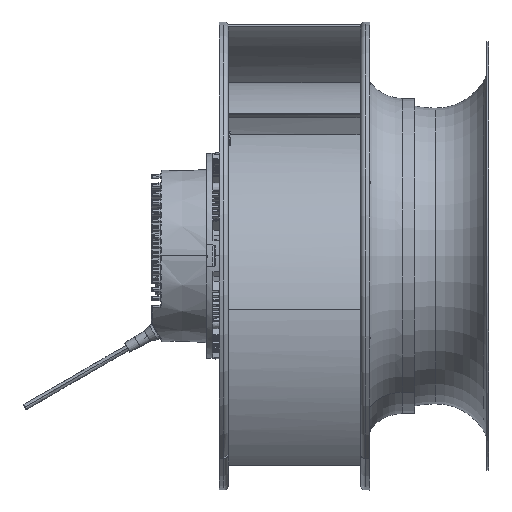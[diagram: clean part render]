
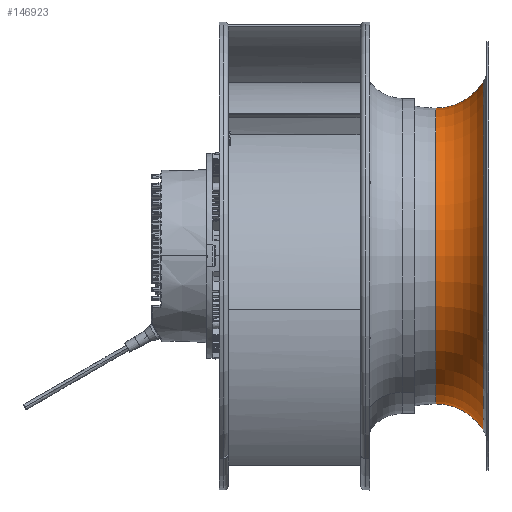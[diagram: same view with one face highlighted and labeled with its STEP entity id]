
A CAD part, top view. The second image highlights one B-rep face of the part: STEP entity #146923.
In plain terms, the highlighted toroidal (fillet/blend) face has major radius 176.146 mm and minor radius 48.5 mm.
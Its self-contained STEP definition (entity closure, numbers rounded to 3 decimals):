
#146532=CARTESIAN_POINT('',(176.146,-45.55,
0.));
#146533=DIRECTION('',(0.,0.,1.));
#146534=DIRECTION('',(-0.541,0.841,0.));
#146535=AXIS2_PLACEMENT_3D('',#146532,#146533,#146534);
#146537=CARTESIAN_POINT('',(0.,-45.55,0.));
#146538=DIRECTION('',(0.,-1.,0.));
#146539=DIRECTION('',(1.,0.,0.));
#146540=AXIS2_PLACEMENT_3D('',#146537,#146538,#146539);
#146542=CARTESIAN_POINT('',(-176.146,-45.55,0.));
#146543=DIRECTION('',(0.,0.,-1.));
#146544=DIRECTION('',(0.541,0.841,0.));
#146545=AXIS2_PLACEMENT_3D('',#146542,#146543,#146544);
#146562=CARTESIAN_POINT('',(0.,-4.758,0.));
#146563=DIRECTION('',(0.,-1.,0.));
#146564=DIRECTION('',(1.,0.,0.));
#146565=AXIS2_PLACEMENT_3D('',#146562,#146563,#146564);
#146663=CARTESIAN_POINT('',(127.646,-45.55,
0.));
#146664=VERTEX_POINT('',#146663);
#146665=CARTESIAN_POINT('',(-127.646,-45.55,0.));
#146666=VERTEX_POINT('',#146665);
#146667=CARTESIAN_POINT('',(-149.911,-4.758,0.));
#146668=VERTEX_POINT('',#146667);
#146669=CARTESIAN_POINT('',(149.911,-4.758,
0.));
#146670=VERTEX_POINT('',#146669);
#146909=CARTESIAN_POINT('',(0.,-45.55,0.));
#146910=DIRECTION('',(0.,-1.,0.));
#146911=DIRECTION('',(-1.,0.,0.));
#146912=AXIS2_PLACEMENT_3D('',#146909,#146910,#146911);
#146913=TOROIDAL_SURFACE('',#146912,176.146,48.5);
#146915=ORIENTED_EDGE('',*,*,#146914,.F.);
#146917=ORIENTED_EDGE('',*,*,#146916,.F.);
#146919=ORIENTED_EDGE('',*,*,#146918,.T.);
#146920=ORIENTED_EDGE('',*,*,#146903,.T.);
#146921=EDGE_LOOP('',(#146915,#146917,#146919,#146920));
#146922=FACE_OUTER_BOUND('',#146921,.F.);
#146923=ADVANCED_FACE('',(#146922),#146913,.F.);
#146536=CIRCLE('',#146535,48.5);
#146541=CIRCLE('',#146540,127.646);
#146546=CIRCLE('',#146545,48.5);
#146566=CIRCLE('',#146565,149.911);
#146903=EDGE_CURVE('',#146664,#146666,#146541,.T.);
#146914=EDGE_CURVE('',#146668,#146666,#146546,.T.);
#146916=EDGE_CURVE('',#146670,#146668,#146566,.T.);
#146918=EDGE_CURVE('',#146670,#146664,#146536,.T.);
